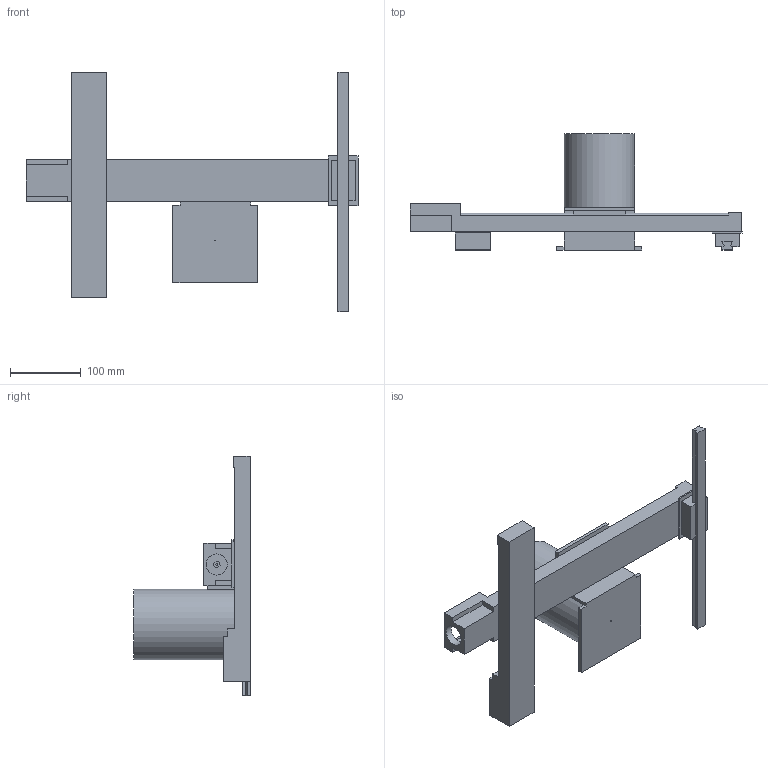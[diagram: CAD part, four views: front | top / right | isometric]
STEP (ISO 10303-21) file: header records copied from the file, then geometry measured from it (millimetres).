
FILE_DESCRIPTION(/* description */ (''),/* implementation_level */ '2;1');
FILE_NAME(/* name */ 'Position table.step',/* time_stamp */ '2017-02-24T13:18:19+01:00',/* author */ (''),/* organization */ (''),/* preprocessor_version */ 'ST-DEVELOPER v16.5',/* originating_system */ 'Autodesk Translation Framework v5.2.0.2920',/* authorisation */ '');
FILE_SCHEMA (('AUTOMOTIVE_DESIGN { 1 0 10303 214 3 1 1 }'));
Length unit declared in the file: millimetre
Products named in the file (1): Position table v14
Bounding box: 470.4 x 165 x 340 mm (x, y, z)
Volume: 2203711.5 mm3; surface area: 331420.1 mm2
Topology: 4 solids, 4 shells, 161 faces, 424 edges, 276 vertices
Faces by surface type: plane 150, cylinder 10, cone 1
Full cylindrical faces by diameter (mm): 1 x1, 2.5 x2, 9.85 x2, 10 x2, 28 x1, 30 x1, 100 x1
Entity records: 4813 total; most frequent: CARTESIAN_POINT 843, ORIENTED_EDGE 820, DIRECTION 754, EDGE_CURVE 409, LINE 388, VECTOR 388, VERTEX_POINT 272, EDGE_LOOP 189
